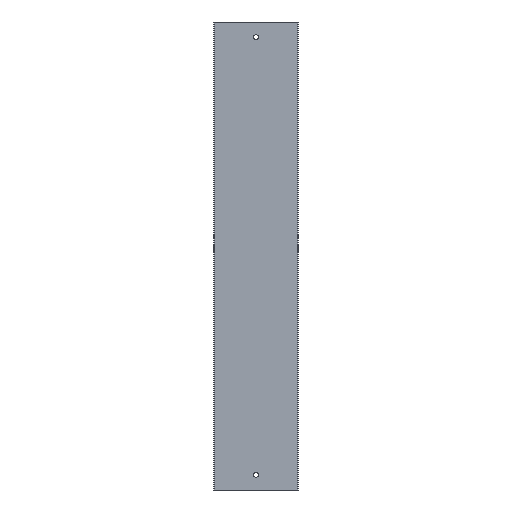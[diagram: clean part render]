
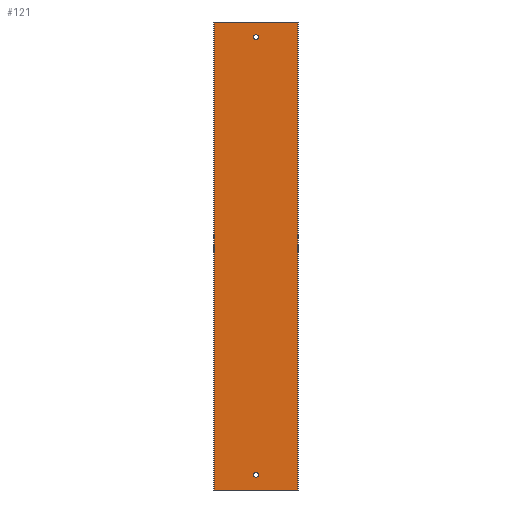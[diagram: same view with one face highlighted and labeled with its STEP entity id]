
A CAD part, front view. The second image highlights one B-rep face of the part: STEP entity #121.
In plain terms, the highlighted planar face has unit normal (0, -1, 0).
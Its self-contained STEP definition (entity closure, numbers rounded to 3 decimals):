
#2 = DIRECTION ( 'NONE',  ( 0., 0., -1. ) ) ;
#4 = CARTESIAN_POINT ( 'NONE',  ( -41., 0., 460. ) ) ;
#5 = CARTESIAN_POINT ( 'NONE',  ( -41., 0., 0. ) ) ;
#7 = CARTESIAN_POINT ( 'NONE',  ( -41., 0., 460. ) ) ;
#9 = CARTESIAN_POINT ( 'NONE',  ( -41., 0., 0. ) ) ;
#10 = CARTESIAN_POINT ( 'NONE',  ( 41., 0., 0. ) ) ;
#18 = DIRECTION ( 'NONE',  ( 0., 0., -1. ) ) ;
#19 = CARTESIAN_POINT ( 'NONE',  ( 41., 0., 460. ) ) ;
#21 = CARTESIAN_POINT ( 'NONE',  ( 41., 0., 460. ) ) ;
#26 = DIRECTION ( 'NONE',  ( 1., 0., 0. ) ) ;
#28 = DIRECTION ( 'NONE',  ( 1., 0., 0. ) ) ;
#29 = DIRECTION ( 'NONE',  ( 0., 0., 1. ) ) ;
#30 = DIRECTION ( 'NONE',  ( 0., -1., 0. ) ) ;
#31 = CARTESIAN_POINT ( 'NONE',  ( 0., 0., 15. ) ) ;
#33 = DIRECTION ( 'NONE',  ( 0., 0., 1. ) ) ;
#34 = DIRECTION ( 'NONE',  ( 0., -1., 0. ) ) ;
#35 = CARTESIAN_POINT ( 'NONE',  ( 0., 0., 445. ) ) ;
#38 = CARTESIAN_POINT ( 'NONE',  ( -41., 0., 460. ) ) ;
#105 = DIRECTION ( 'NONE',  ( 0., 0., 1. ) ) ;
#107 = PLANE ( 'NONE',  #136 ) ;
#109 = CARTESIAN_POINT ( 'NONE',  ( -41., 0., 460. ) ) ;
#117 = DIRECTION ( 'NONE',  ( 0., 1., 0. ) ) ;
#121 = ADVANCED_FACE ( 'NONE', ( #349, #347, #351 ), #107, .F. ) ;
#136 = AXIS2_PLACEMENT_3D ( 'NONE', #109, #117, #105 ) ;
#146 = AXIS2_PLACEMENT_3D ( 'NONE', #31, #30, #29 ) ;
#147 = AXIS2_PLACEMENT_3D ( 'NONE', #35, #34, #33 ) ;
#164 = EDGE_CURVE ( 'NONE', #205, #201, #261, .T. ) ;
#167 = EDGE_CURVE ( 'NONE', #246, #246, #257, .T. ) ;
#168 = EDGE_CURVE ( 'NONE', #243, #243, #253, .T. ) ;
#169 = EDGE_CURVE ( 'NONE', #201, #199, #255, .T. ) ;
#171 = EDGE_CURVE ( 'NONE', #205, #195, #254, .T. ) ;
#177 = EDGE_CURVE ( 'NONE', #195, #199, #249, .T. ) ;
#195 = VERTEX_POINT ( 'NONE', #19 ) ;
#199 = VERTEX_POINT ( 'NONE', #10 ) ;
#201 = VERTEX_POINT ( 'NONE', #9 ) ;
#205 = VERTEX_POINT ( 'NONE', #4 ) ;
#243 = VERTEX_POINT ( 'NONE', #427 ) ;
#246 = VERTEX_POINT ( 'NONE', #426 ) ;
#247 = VECTOR ( 'NONE', #18, 1000. ) ;
#249 = LINE ( 'NONE', #21, #247 ) ;
#251 = VECTOR ( 'NONE', #28, 1000. ) ;
#252 = VECTOR ( 'NONE', #26, 1000. ) ;
#253 = CIRCLE ( 'NONE', #146, 2.5 ) ;
#254 = LINE ( 'NONE', #38, #252 ) ;
#255 = LINE ( 'NONE', #5, #251 ) ;
#257 = CIRCLE ( 'NONE', #147, 2.5 ) ;
#258 = VECTOR ( 'NONE', #2, 1000. ) ;
#261 = LINE ( 'NONE', #7, #258 ) ;
#311 = ORIENTED_EDGE ( 'NONE', *, *, #169, .T. ) ;
#313 = ORIENTED_EDGE ( 'NONE', *, *, #167, .F. ) ;
#319 = ORIENTED_EDGE ( 'NONE', *, *, #168, .F. ) ;
#338 = ORIENTED_EDGE ( 'NONE', *, *, #171, .F. ) ;
#341 = ORIENTED_EDGE ( 'NONE', *, *, #164, .T. ) ;
#347 = FACE_BOUND ( 'NONE', #396, .T. ) ;
#349 = FACE_BOUND ( 'NONE', #384, .T. ) ;
#351 = FACE_OUTER_BOUND ( 'NONE', #388, .T. ) ;
#368 = ORIENTED_EDGE ( 'NONE', *, *, #177, .F. ) ;
#384 = EDGE_LOOP ( 'NONE', ( #313 ) ) ;
#388 = EDGE_LOOP ( 'NONE', ( #311, #368, #338, #341 ) ) ;
#396 = EDGE_LOOP ( 'NONE', ( #319 ) ) ;
#426 = CARTESIAN_POINT ( 'NONE',  ( 0., 0., 447.5 ) ) ;
#427 = CARTESIAN_POINT ( 'NONE',  ( 0., 0., 17.5 ) ) ;
